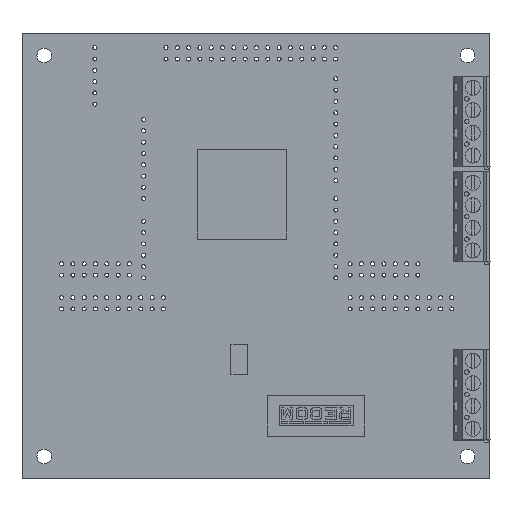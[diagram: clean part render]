
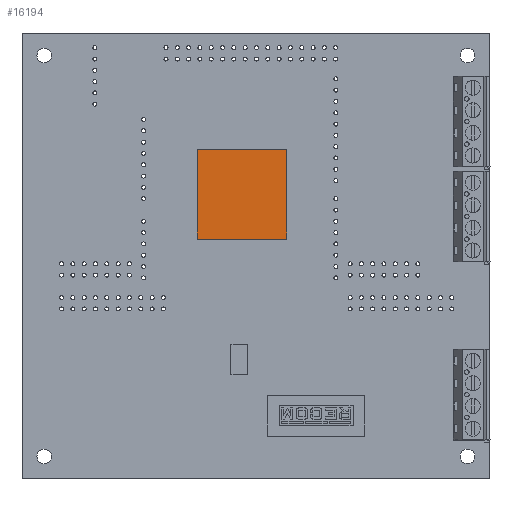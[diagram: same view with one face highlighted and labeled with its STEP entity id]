
A CAD part, top view. The second image highlights one B-rep face of the part: STEP entity #16194.
In plain terms, the highlighted planar face has unit normal (0, 0, 1).
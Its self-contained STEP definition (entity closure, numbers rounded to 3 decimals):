
#16065 = VERTEX_POINT('',#16066);
#16066 = CARTESIAN_POINT('',(62.48,57.369,
    1.6));
#16072 = EDGE_CURVE('',#16065,#16073,#16075,.T.);
#16073 = VERTEX_POINT('',#16074);
#16074 = CARTESIAN_POINT('',(62.48,77.369,
    1.6));
#16075 = LINE('',#16076,#16077);
#16076 = CARTESIAN_POINT('',(62.48,57.369,
    1.6));
#16077 = VECTOR('',#16078,1.);
#16078 = DIRECTION('',(0.,1.,0.));
#16103 = EDGE_CURVE('',#16073,#16104,#16106,.T.);
#16104 = VERTEX_POINT('',#16105);
#16105 = CARTESIAN_POINT('',(42.48,77.369,
    1.6));
#16106 = LINE('',#16107,#16108);
#16107 = CARTESIAN_POINT('',(62.48,77.369,
    1.6));
#16108 = VECTOR('',#16109,1.);
#16109 = DIRECTION('',(-1.,0.,0.));
#16134 = EDGE_CURVE('',#16104,#16135,#16137,.T.);
#16135 = VERTEX_POINT('',#16136);
#16136 = CARTESIAN_POINT('',(42.48,57.369,
    1.6));
#16137 = LINE('',#16138,#16139);
#16138 = CARTESIAN_POINT('',(42.48,77.369,
    1.6));
#16139 = VECTOR('',#16140,1.);
#16140 = DIRECTION('',(0.,-1.,0.));
#16165 = EDGE_CURVE('',#16135,#16065,#16166,.T.);
#16166 = LINE('',#16167,#16168);
#16167 = CARTESIAN_POINT('',(42.48,57.369,
    1.6));
#16168 = VECTOR('',#16169,1.);
#16169 = DIRECTION('',(1.,0.,0.));
#16194 = ADVANCED_FACE('',(#16195),#16201,.F.);
#16195 = FACE_BOUND('',#16196,.T.);
#16196 = EDGE_LOOP('',(#16197,#16198,#16199,#16200));
#16197 = ORIENTED_EDGE('',*,*,#16072,.T.);
#16198 = ORIENTED_EDGE('',*,*,#16103,.T.);
#16199 = ORIENTED_EDGE('',*,*,#16134,.T.);
#16200 = ORIENTED_EDGE('',*,*,#16165,.T.);
#16201 = PLANE('',#16202);
#16202 = AXIS2_PLACEMENT_3D('',#16203,#16204,#16205);
#16203 = CARTESIAN_POINT('',(62.48,57.369,
    1.6));
#16204 = DIRECTION('',(0.,0.,-1.));
#16205 = DIRECTION('',(-1.,0.,0.));
